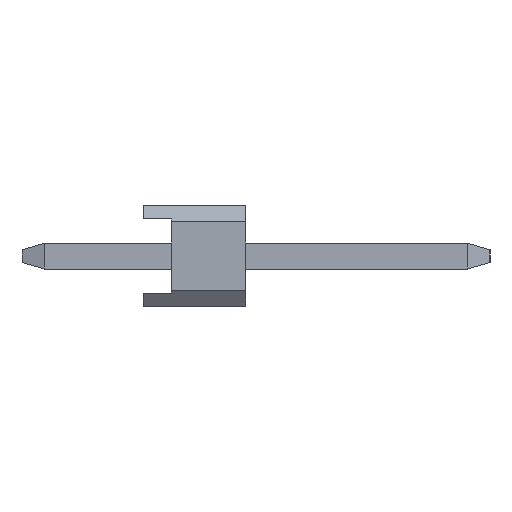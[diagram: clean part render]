
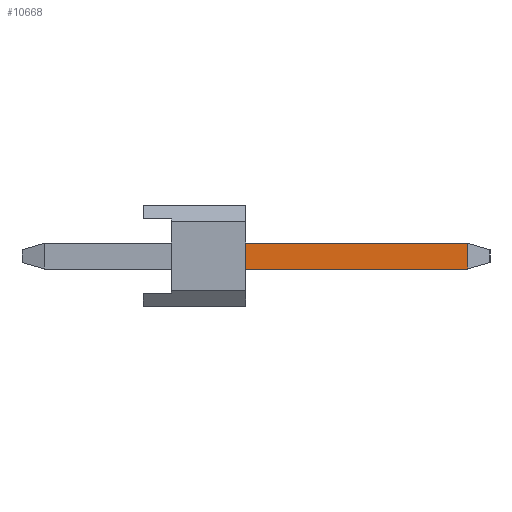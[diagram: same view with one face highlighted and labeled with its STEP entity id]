
A CAD part, left-side view. The second image highlights one B-rep face of the part: STEP entity #10668.
In plain terms, the highlighted planar face has unit normal (-1, 0, 0).
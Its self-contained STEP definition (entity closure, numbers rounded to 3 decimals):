
#6952=VERTEX_POINT('',#17605);
#9288=EDGE_CURVE('',#14466,#14058,#20180,.T.);
#9634=VERTEX_POINT('',#20562);
#10668=ADVANCED_FACE('',(#21706),#21707,.T.);
#10720=EDGE_CURVE('',#14058,#9634,#21761,.T.);
#11002=EDGE_CURVE('',#6952,#14466,#22069,.T.);
#14058=VERTEX_POINT('',#25446);
#14388=EDGE_CURVE('',#9634,#6952,#25812,.T.);
#14466=VERTEX_POINT('',#25894);
#17605=CARTESIAN_POINT('',(-42.23,-8.054,0.32));
#20180=LINE('',#33606,#33607);
#20562=CARTESIAN_POINT('',(-42.23,-2.54,0.32));
#21706=FACE_OUTER_BOUND('',#35807,.T.);
#21707=PLANE('',#35808);
#21761=LINE('',#35891,#35892);
#22069=LINE('',#36325,#36326);
#25446=CARTESIAN_POINT('',(-42.23,-2.54,-0.32));
#25812=LINE('',#41832,#41833);
#25894=CARTESIAN_POINT('',(-42.23,-8.054,-0.32));
#33606=CARTESIAN_POINT('',(-42.23,2.454,-0.32));
#33607=VECTOR('',#48387,1.0);
#35807=EDGE_LOOP('',(#49928,#49929,#49930,#49931));
#35808=AXIS2_PLACEMENT_3D('',#49932,#49933,#49934);
#35891=CARTESIAN_POINT('',(-42.23,-2.54,0.252));
#35892=VECTOR('',#49965,1.0);
#36325=CARTESIAN_POINT('',(-42.23,-8.054,0.5));
#36326=VECTOR('',#50240,1.0);
#41832=CARTESIAN_POINT('',(-42.23,-2.8,0.32));
#41833=VECTOR('',#54330,1.0);
#48387=DIRECTION('',(0.,1.0,0.));
#49928=ORIENTED_EDGE('',*,*,#10720,.F.);
#49929=ORIENTED_EDGE('',*,*,#9288,.F.);
#49930=ORIENTED_EDGE('',*,*,#11002,.F.);
#49931=ORIENTED_EDGE('',*,*,#14388,.F.);
#49932=CARTESIAN_POINT('',(-42.23,2.454,0.5));
#49933=DIRECTION('',(-1.0,0.,0.));
#49934=DIRECTION('',(0.,1.0,0.));
#49965=DIRECTION('',(0.,0.,1.0));
#50240=DIRECTION('',(0.0,0.,-1.0));
#54330=DIRECTION('',(0.,-1.0,0.));
